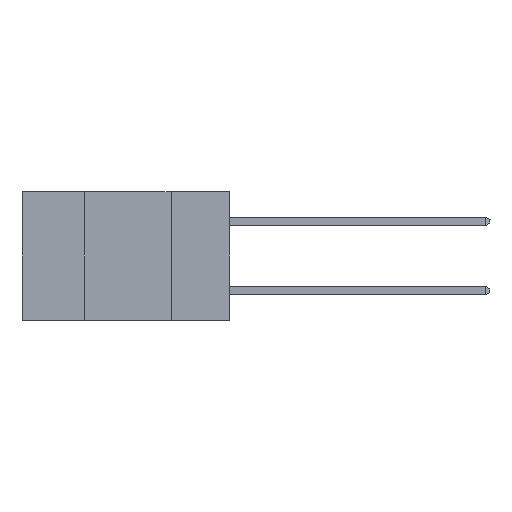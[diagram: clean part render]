
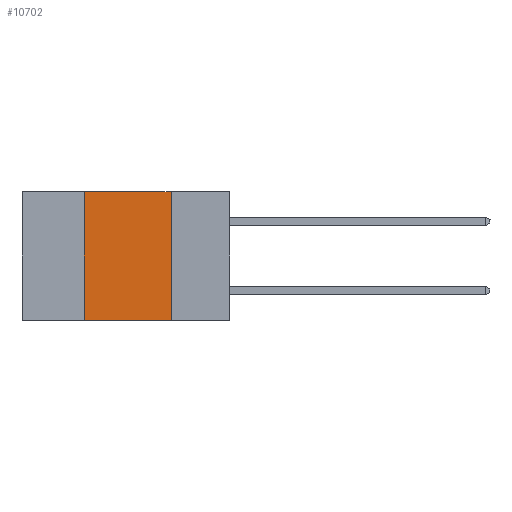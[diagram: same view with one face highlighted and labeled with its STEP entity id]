
A CAD part, left-side view. The second image highlights one B-rep face of the part: STEP entity #10702.
In plain terms, the highlighted planar face has unit normal (-1, 0, 0).
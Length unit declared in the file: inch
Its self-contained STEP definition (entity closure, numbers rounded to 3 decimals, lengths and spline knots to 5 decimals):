
#157 = DIRECTION ( 'NONE',  ( 0., -1., 0. ) ) ;
#176 = LINE ( 'NONE', #10373, #6065 ) ;
#220 = CARTESIAN_POINT ( 'NONE',  ( 0., 0.17, 0. ) ) ;
#260 = LINE ( 'NONE', #1988, #8128 ) ;
#1111 = ORIENTED_EDGE ( 'NONE', *, *, #5004, .T. ) ;
#1988 = CARTESIAN_POINT ( 'NONE',  ( 0., 0.42, -0.37 ) ) ;
#2550 = VERTEX_POINT ( 'NONE', #8872 ) ;
#2744 = DIRECTION ( 'NONE',  ( 1., 0., 0. ) ) ;
#3492 = DIRECTION ( 'NONE',  ( 0., -1., 0. ) ) ;
#4225 = CARTESIAN_POINT ( 'NONE',  ( 0., 0.17, -0.37 ) ) ;
#4284 = CARTESIAN_POINT ( 'NONE',  ( 0., 0.6, -0.37 ) ) ;
#4336 = AXIS2_PLACEMENT_3D ( 'NONE', #4444, #2744, #7908 ) ;
#4418 = CARTESIAN_POINT ( 'NONE',  ( 0., 0.17, -0.37 ) ) ;
#4437 = VERTEX_POINT ( 'NONE', #4918 ) ;
#4444 = CARTESIAN_POINT ( 'NONE',  ( 0., 0.6, 0. ) ) ;
#4509 = PLANE ( 'NONE',  #4336 ) ;
#4526 = EDGE_CURVE ( 'NONE', #2550, #6330, #176, .T. ) ;
#4918 = CARTESIAN_POINT ( 'NONE',  ( 0., 0.42, -0.37 ) ) ;
#5004 = EDGE_CURVE ( 'NONE', #4437, #9114, #5184, .T. ) ;
#5184 = LINE ( 'NONE', #4284, #7342 ) ;
#5395 = DIRECTION ( 'NONE',  ( 0., 0., 1. ) ) ;
#5454 = EDGE_CURVE ( 'NONE', #6330, #9114, #10506, .T. ) ;
#5903 = EDGE_LOOP ( 'NONE', ( #6940, #7496, #10691, #1111 ) ) ;
#6065 = VECTOR ( 'NONE', #3492, 39.37008 ) ;
#6216 = FACE_OUTER_BOUND ( 'NONE', #5903, .T. ) ;
#6330 = VERTEX_POINT ( 'NONE', #220 ) ;
#6940 = ORIENTED_EDGE ( 'NONE', *, *, #5454, .F. ) ;
#7342 = VECTOR ( 'NONE', #157, 39.37008 ) ;
#7496 = ORIENTED_EDGE ( 'NONE', *, *, #4526, .F. ) ;
#7908 = DIRECTION ( 'NONE',  ( 0., 0., -1. ) ) ;
#7965 = EDGE_CURVE ( 'NONE', #4437, #2550, #260, .T. ) ;
#7991 = DIRECTION ( 'NONE',  ( 0., 0., -1. ) ) ;
#8072 = VECTOR ( 'NONE', #7991, 39.37008 ) ;
#8128 = VECTOR ( 'NONE', #5395, 39.37008 ) ;
#8872 = CARTESIAN_POINT ( 'NONE',  ( 0., 0.42, 0. ) ) ;
#9114 = VERTEX_POINT ( 'NONE', #4225 ) ;
#10373 = CARTESIAN_POINT ( 'NONE',  ( 0., 0.6, 0. ) ) ;
#10506 = LINE ( 'NONE', #4418, #8072 ) ;
#10691 = ORIENTED_EDGE ( 'NONE', *, *, #7965, .F. ) ;
#10702 = ADVANCED_FACE ( 'NONE', ( #6216 ), #4509, .F. ) ;
